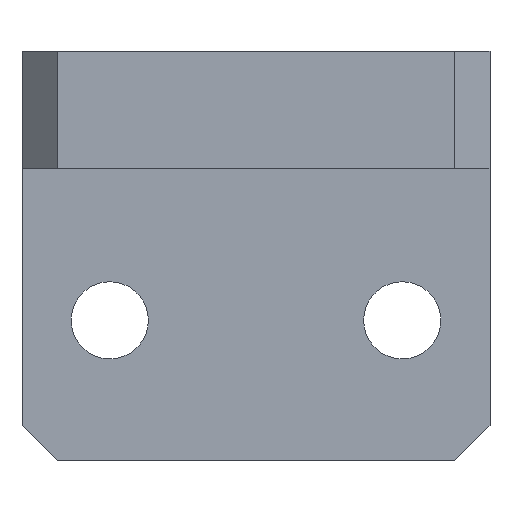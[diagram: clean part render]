
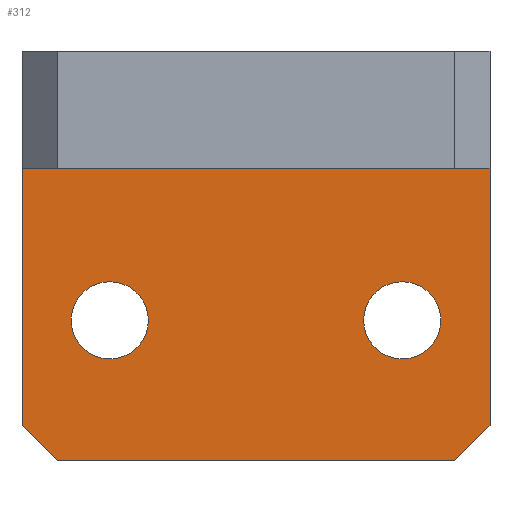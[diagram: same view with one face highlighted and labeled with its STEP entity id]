
A CAD part, front view. The second image highlights one B-rep face of the part: STEP entity #312.
In plain terms, the highlighted planar face has unit normal (0, -1, 0).
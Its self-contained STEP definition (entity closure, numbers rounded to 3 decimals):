
#14 = EDGE_CURVE ( 'NONE', #364, #116, #606, .T. ) ;
#46 = VECTOR ( 'NONE', #48, 1000. ) ;
#47 = EDGE_CURVE ( 'NONE', #277, #277, #69, .T. ) ;
#48 = DIRECTION ( 'NONE',  ( -1., 0., 0. ) ) ;
#49 = ORIENTED_EDGE ( 'NONE', *, *, #275, .T. ) ;
#69 = CIRCLE ( 'NONE', #441, 3.3 ) ;
#73 = CARTESIAN_POINT ( 'NONE',  ( 37., 0., -25. ) ) ;
#79 = CIRCLE ( 'NONE', #447, 3.3 ) ;
#83 = EDGE_CURVE ( 'NONE', #248, #248, #79, .T. ) ;
#95 = ORIENTED_EDGE ( 'NONE', *, *, #47, .T. ) ;
#116 = VERTEX_POINT ( 'NONE', #650 ) ;
#117 = CARTESIAN_POINT ( 'NONE',  ( 40., 0., 0. ) ) ;
#125 = CARTESIAN_POINT ( 'NONE',  ( 40., 0., 0. ) ) ;
#128 = ORIENTED_EDGE ( 'NONE', *, *, #14, .T. ) ;
#130 = LINE ( 'NONE', #330, #189 ) ;
#131 = FACE_BOUND ( 'NONE', #659, .T. ) ;
#134 = EDGE_CURVE ( 'NONE', #591, #427, #130, .T. ) ;
#157 = ORIENTED_EDGE ( 'NONE', *, *, #553, .T. ) ;
#189 = VECTOR ( 'NONE', #531, 1000. ) ;
#192 = CARTESIAN_POINT ( 'NONE',  ( 40., 0., -25. ) ) ;
#194 = EDGE_LOOP ( 'NONE', ( #95 ) ) ;
#210 = VECTOR ( 'NONE', #638, 1000. ) ;
#223 = CARTESIAN_POINT ( 'NONE',  ( 0., 0., 0. ) ) ;
#248 = VERTEX_POINT ( 'NONE', #323 ) ;
#275 = EDGE_CURVE ( 'NONE', #427, #364, #467, .T. ) ;
#276 = DIRECTION ( 'NONE',  ( 0., 0., 1. ) ) ;
#277 = VERTEX_POINT ( 'NONE', #525 ) ;
#300 = LINE ( 'NONE', #192, #46 ) ;
#312 = ADVANCED_FACE ( 'NONE', ( #131, #375, #387 ), #574, .F. ) ;
#314 = DIRECTION ( 'NONE',  ( 0., 1., 0. ) ) ;
#320 = ORIENTED_EDGE ( 'NONE', *, *, #83, .T. ) ;
#323 = CARTESIAN_POINT ( 'NONE',  ( 7.5, 0., -9.7 ) ) ;
#329 = VERTEX_POINT ( 'NONE', #73 ) ;
#330 = CARTESIAN_POINT ( 'NONE',  ( 40., 0., 0. ) ) ;
#332 = ORIENTED_EDGE ( 'NONE', *, *, #672, .F. ) ;
#363 = DIRECTION ( 'NONE',  ( 0.707, 0., 0.707 ) ) ;
#364 = VERTEX_POINT ( 'NONE', #643 ) ;
#375 = FACE_BOUND ( 'NONE', #194, .T. ) ;
#387 = FACE_OUTER_BOUND ( 'NONE', #533, .T. ) ;
#392 = DIRECTION ( 'NONE',  ( 0., 1., 0. ) ) ;
#395 = VECTOR ( 'NONE', #403, 1000. ) ;
#403 = DIRECTION ( 'NONE',  ( 0.707, 0., -0.707 ) ) ;
#411 = CARTESIAN_POINT ( 'NONE',  ( 40., 0., -22. ) ) ;
#427 = VERTEX_POINT ( 'NONE', #491 ) ;
#428 = LINE ( 'NONE', #125, #627 ) ;
#430 = CARTESIAN_POINT ( 'NONE',  ( 7.5, 0., -13. ) ) ;
#441 = AXIS2_PLACEMENT_3D ( 'NONE', #625, #314, #510 ) ;
#447 = AXIS2_PLACEMENT_3D ( 'NONE', #430, #392, #594 ) ;
#463 = CARTESIAN_POINT ( 'NONE',  ( 40., 0., -22. ) ) ;
#467 = LINE ( 'NONE', #223, #210 ) ;
#469 = EDGE_CURVE ( 'NONE', #329, #116, #300, .T. ) ;
#491 = CARTESIAN_POINT ( 'NONE',  ( 0., 0., 0. ) ) ;
#495 = ORIENTED_EDGE ( 'NONE', *, *, #134, .T. ) ;
#507 = LINE ( 'NONE', #463, #538 ) ;
#510 = DIRECTION ( 'NONE',  ( 0., 0., 1. ) ) ;
#518 = DIRECTION ( 'NONE',  ( 0., 1., 0. ) ) ;
#525 = CARTESIAN_POINT ( 'NONE',  ( 32.5, 0., -9.7 ) ) ;
#531 = DIRECTION ( 'NONE',  ( -1., 0., 0. ) ) ;
#533 = EDGE_LOOP ( 'NONE', ( #576, #157, #332, #495, #49, #128 ) ) ;
#538 = VECTOR ( 'NONE', #363, 1000. ) ;
#553 = EDGE_CURVE ( 'NONE', #329, #589, #507, .T. ) ;
#574 = PLANE ( 'NONE',  #581 ) ;
#576 = ORIENTED_EDGE ( 'NONE', *, *, #469, .F. ) ;
#581 = AXIS2_PLACEMENT_3D ( 'NONE', #117, #518, #276 ) ;
#589 = VERTEX_POINT ( 'NONE', #411 ) ;
#591 = VERTEX_POINT ( 'NONE', #621 ) ;
#594 = DIRECTION ( 'NONE',  ( 0., 0., 1. ) ) ;
#606 = LINE ( 'NONE', #673, #395 ) ;
#621 = CARTESIAN_POINT ( 'NONE',  ( 40., 0., 0. ) ) ;
#625 = CARTESIAN_POINT ( 'NONE',  ( 32.5, 0., -13. ) ) ;
#627 = VECTOR ( 'NONE', #645, 1000. ) ;
#638 = DIRECTION ( 'NONE',  ( 0., 0., -1. ) ) ;
#643 = CARTESIAN_POINT ( 'NONE',  ( 0., 0., -22. ) ) ;
#645 = DIRECTION ( 'NONE',  ( 0., 0., -1. ) ) ;
#650 = CARTESIAN_POINT ( 'NONE',  ( 3., 0., -25. ) ) ;
#659 = EDGE_LOOP ( 'NONE', ( #320 ) ) ;
#672 = EDGE_CURVE ( 'NONE', #591, #589, #428, .T. ) ;
#673 = CARTESIAN_POINT ( 'NONE',  ( 3., 0., -25. ) ) ;
